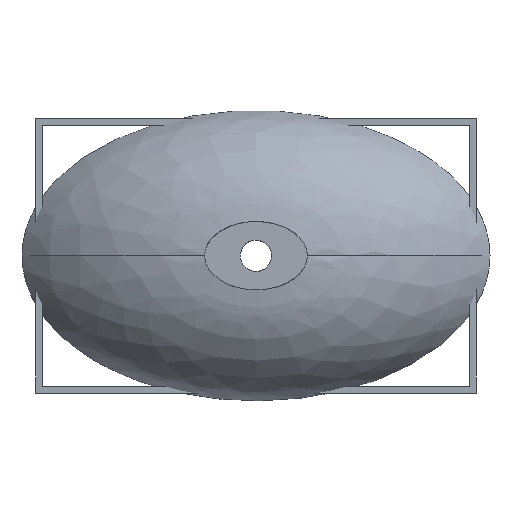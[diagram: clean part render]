
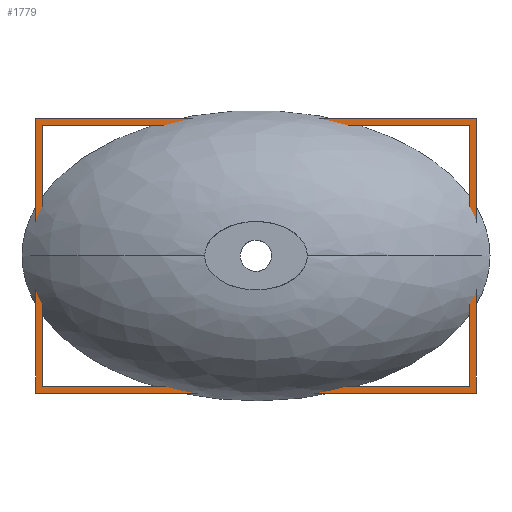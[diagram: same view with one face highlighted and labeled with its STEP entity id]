
A CAD part, front view. The second image highlights one B-rep face of the part: STEP entity #1779.
In plain terms, the highlighted planar face has unit normal (0, -1, 0).
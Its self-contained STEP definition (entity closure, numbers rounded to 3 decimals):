
#13 = DIRECTION ( 'NONE',  ( 0., -1., 0. ) ) ;
#37 = EDGE_CURVE ( 'NONE', #1199, #2674, #905, .T. ) ;
#112 = CARTESIAN_POINT ( 'NONE',  ( -322.632, -10., -201.018 ) ) ;
#123 = ORIENTED_EDGE ( 'NONE', *, *, #1070, .F. ) ;
#182 = DIRECTION ( 'NONE',  ( -1., 0., 0. ) ) ;
#192 = LINE ( 'NONE', #112, #2529 ) ;
#201 = DIRECTION ( 'NONE',  ( 1., 0., 0. ) ) ;
#209 = CARTESIAN_POINT ( 'NONE',  ( 312.632, -10., 191.018 ) ) ;
#217 = CARTESIAN_POINT ( 'NONE',  ( 322.632, -10., 201.018 ) ) ;
#240 = CARTESIAN_POINT ( 'NONE',  ( -322.632, -10., -201.018 ) ) ;
#245 = CARTESIAN_POINT ( 'NONE',  ( 0., -10., 0. ) ) ;
#251 = DIRECTION ( 'NONE',  ( 1., 0., 0. ) ) ;
#270 = AXIS2_PLACEMENT_3D ( 'NONE', #245, #13, #201 ) ;
#336 = EDGE_LOOP ( 'NONE', ( #2107, #1995, #123, #460 ) ) ;
#338 = VERTEX_POINT ( 'NONE', #1028 ) ;
#341 = VECTOR ( 'NONE', #1816, 1000. ) ;
#344 = DIRECTION ( 'NONE',  ( 0., 0., -1. ) ) ;
#416 = CARTESIAN_POINT ( 'NONE',  ( -312.632, -10., 191.018 ) ) ;
#424 = LINE ( 'NONE', #209, #978 ) ;
#429 = CARTESIAN_POINT ( 'NONE',  ( -312.632, -10., 191.018 ) ) ;
#460 = ORIENTED_EDGE ( 'NONE', *, *, #1743, .F. ) ;
#466 = PLANE ( 'NONE',  #270 ) ;
#612 = EDGE_CURVE ( 'NONE', #338, #898, #192, .T. ) ;
#669 = VECTOR ( 'NONE', #1136, 1000. ) ;
#674 = ORIENTED_EDGE ( 'NONE', *, *, #1010, .T. ) ;
#782 = LINE ( 'NONE', #416, #2608 ) ;
#792 = CARTESIAN_POINT ( 'NONE',  ( 312.632, -10., 191.018 ) ) ;
#821 = LINE ( 'NONE', #1186, #669 ) ;
#898 = VERTEX_POINT ( 'NONE', #240 ) ;
#905 = LINE ( 'NONE', #2637, #2648 ) ;
#918 = CARTESIAN_POINT ( 'NONE',  ( 322.632, -10., 201.018 ) ) ;
#929 = DIRECTION ( 'NONE',  ( 0., 0., -1. ) ) ;
#978 = VECTOR ( 'NONE', #344, 1000. ) ;
#1010 = EDGE_CURVE ( 'NONE', #2193, #2258, #782, .T. ) ;
#1028 = CARTESIAN_POINT ( 'NONE',  ( 322.632, -10., -201.018 ) ) ;
#1062 = CARTESIAN_POINT ( 'NONE',  ( -322.632, -10., 201.018 ) ) ;
#1068 = CARTESIAN_POINT ( 'NONE',  ( 312.632, -10., -191.018 ) ) ;
#1070 = EDGE_CURVE ( 'NONE', #1916, #338, #1808, .T. ) ;
#1136 = DIRECTION ( 'NONE',  ( 0., 0., 1. ) ) ;
#1186 = CARTESIAN_POINT ( 'NONE',  ( -322.632, -10., 201.018 ) ) ;
#1199 = VERTEX_POINT ( 'NONE', #1068 ) ;
#1235 = EDGE_LOOP ( 'NONE', ( #1747, #1651, #2584, #674 ) ) ;
#1239 = VERTEX_POINT ( 'NONE', #1062 ) ;
#1299 = EDGE_CURVE ( 'NONE', #898, #1239, #821, .T. ) ;
#1539 = FACE_OUTER_BOUND ( 'NONE', #336, .T. ) ;
#1554 = EDGE_CURVE ( 'NONE', #2674, #2193, #1999, .T. ) ;
#1566 = CARTESIAN_POINT ( 'NONE',  ( -312.632, -10., -191.018 ) ) ;
#1651 = ORIENTED_EDGE ( 'NONE', *, *, #37, .T. ) ;
#1743 = EDGE_CURVE ( 'NONE', #1239, #1916, #2111, .T. ) ;
#1747 = ORIENTED_EDGE ( 'NONE', *, *, #1883, .T. ) ;
#1779 = ADVANCED_FACE ( 'NONE', ( #1841, #1539 ), #466, .T. ) ;
#1808 = LINE ( 'NONE', #918, #2671 ) ;
#1816 = DIRECTION ( 'NONE',  ( 1., 0., 0. ) ) ;
#1837 = CARTESIAN_POINT ( 'NONE',  ( -322.632, -10., 201.018 ) ) ;
#1841 = FACE_BOUND ( 'NONE', #1235, .T. ) ;
#1883 = EDGE_CURVE ( 'NONE', #2258, #1199, #424, .T. ) ;
#1916 = VERTEX_POINT ( 'NONE', #217 ) ;
#1995 = ORIENTED_EDGE ( 'NONE', *, *, #612, .F. ) ;
#1999 = LINE ( 'NONE', #2506, #2367 ) ;
#2107 = ORIENTED_EDGE ( 'NONE', *, *, #1299, .F. ) ;
#2111 = LINE ( 'NONE', #1837, #341 ) ;
#2193 = VERTEX_POINT ( 'NONE', #429 ) ;
#2258 = VERTEX_POINT ( 'NONE', #792 ) ;
#2367 = VECTOR ( 'NONE', #2467, 1000. ) ;
#2467 = DIRECTION ( 'NONE',  ( 0., 0., 1. ) ) ;
#2506 = CARTESIAN_POINT ( 'NONE',  ( -312.632, -10., 191.018 ) ) ;
#2529 = VECTOR ( 'NONE', #182, 1000. ) ;
#2584 = ORIENTED_EDGE ( 'NONE', *, *, #1554, .T. ) ;
#2608 = VECTOR ( 'NONE', #251, 1000. ) ;
#2637 = CARTESIAN_POINT ( 'NONE',  ( -312.632, -10., -191.018 ) ) ;
#2648 = VECTOR ( 'NONE', #2685, 1000. ) ;
#2671 = VECTOR ( 'NONE', #929, 1000. ) ;
#2674 = VERTEX_POINT ( 'NONE', #1566 ) ;
#2685 = DIRECTION ( 'NONE',  ( -1., 0., 0. ) ) ;
